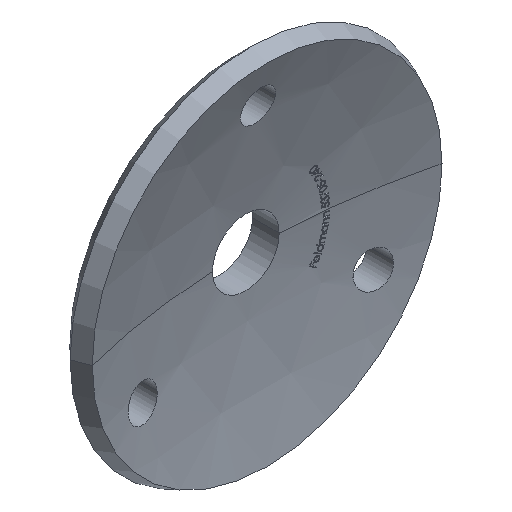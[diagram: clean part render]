
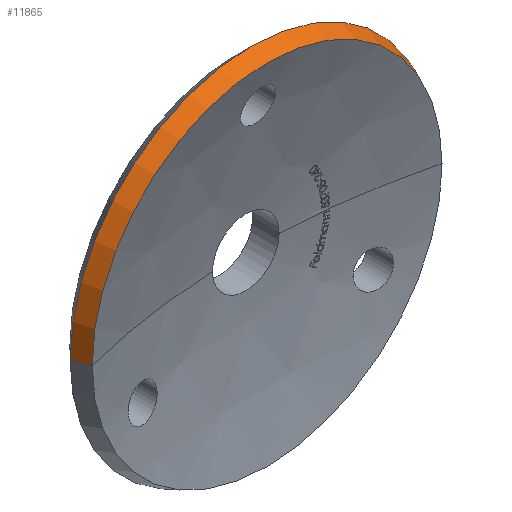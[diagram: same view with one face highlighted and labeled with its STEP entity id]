
A CAD part, isometric view. The second image highlights one B-rep face of the part: STEP entity #11865.
In plain terms, the highlighted conical face has half-angle 21.287 degrees and reference radius 32.835 mm.
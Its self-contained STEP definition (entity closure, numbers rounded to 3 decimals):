
#70 = CARTESIAN_POINT ( 'NONE',  ( 34., -1.151, 0. ) ) ;
#286 = CARTESIAN_POINT ( 'NONE',  ( 32.835, -4.142, 0. ) ) ;
#692 = VERTEX_POINT ( 'NONE', #7928 ) ;
#815 = EDGE_LOOP ( 'NONE', ( #12977, #9990, #1436, #7033 ) ) ;
#1243 = AXIS2_PLACEMENT_3D ( 'NONE', #11129, #6004, #7010 ) ;
#1436 = ORIENTED_EDGE ( 'NONE', *, *, #5723, .F. ) ;
#1966 = LINE ( 'NONE', #9950, #2769 ) ;
#1978 = CIRCLE ( 'NONE', #11161, 32.835 ) ;
#2301 = EDGE_CURVE ( 'NONE', #8383, #8467, #1966, .T. ) ;
#2769 = VECTOR ( 'NONE', #10034, 1000. ) ;
#3034 = FACE_OUTER_BOUND ( 'NONE', #815, .T. ) ;
#3893 = CIRCLE ( 'NONE', #1243, 34. ) ;
#4094 = DIRECTION ( 'NONE',  ( 0., 1., 0. ) ) ;
#4252 = DIRECTION ( 'NONE',  ( 0.363, 0.932, 0. ) ) ;
#4708 = VERTEX_POINT ( 'NONE', #70 ) ;
#5121 = CARTESIAN_POINT ( 'NONE',  ( 0., -4.142, 0. ) ) ;
#5184 = CARTESIAN_POINT ( 'NONE',  ( -34., -1.151, 0. ) ) ;
#5723 = EDGE_CURVE ( 'NONE', #8467, #4708, #3893, .T. ) ;
#5884 = EDGE_CURVE ( 'NONE', #692, #4708, #9609, .T. ) ;
#6004 = DIRECTION ( 'NONE',  ( 0., 1., 0. ) ) ;
#6705 = CONICAL_SURFACE ( 'NONE', #12199, 32.835, 0.372 ) ;
#6752 = EDGE_CURVE ( 'NONE', #8383, #692, #1978, .T. ) ;
#7010 = DIRECTION ( 'NONE',  ( -1., 0., 0. ) ) ;
#7033 = ORIENTED_EDGE ( 'NONE', *, *, #2301, .F. ) ;
#7928 = CARTESIAN_POINT ( 'NONE',  ( 32.835, -4.142, 0. ) ) ;
#8133 = DIRECTION ( 'NONE',  ( -1., 0., 0. ) ) ;
#8200 = DIRECTION ( 'NONE',  ( 0., 1., 0. ) ) ;
#8383 = VERTEX_POINT ( 'NONE', #9092 ) ;
#8467 = VERTEX_POINT ( 'NONE', #5184 ) ;
#9092 = CARTESIAN_POINT ( 'NONE',  ( -32.835, -4.142, 0. ) ) ;
#9141 = CARTESIAN_POINT ( 'NONE',  ( 0., -4.142, 0. ) ) ;
#9609 = LINE ( 'NONE', #286, #11866 ) ;
#9950 = CARTESIAN_POINT ( 'NONE',  ( -32.835, -4.142, 0. ) ) ;
#9990 = ORIENTED_EDGE ( 'NONE', *, *, #5884, .T. ) ;
#10034 = DIRECTION ( 'NONE',  ( -0.363, 0.932, 0. ) ) ;
#11129 = CARTESIAN_POINT ( 'NONE',  ( 0., -1.151, 0. ) ) ;
#11161 = AXIS2_PLACEMENT_3D ( 'NONE', #5121, #4094, #8133 ) ;
#11296 = DIRECTION ( 'NONE',  ( -1., 0., 0. ) ) ;
#11865 = ADVANCED_FACE ( 'NONE', ( #3034 ), #6705, .T. ) ;
#11866 = VECTOR ( 'NONE', #4252, 1000. ) ;
#12199 = AXIS2_PLACEMENT_3D ( 'NONE', #9141, #8200, #11296 ) ;
#12977 = ORIENTED_EDGE ( 'NONE', *, *, #6752, .T. ) ;
